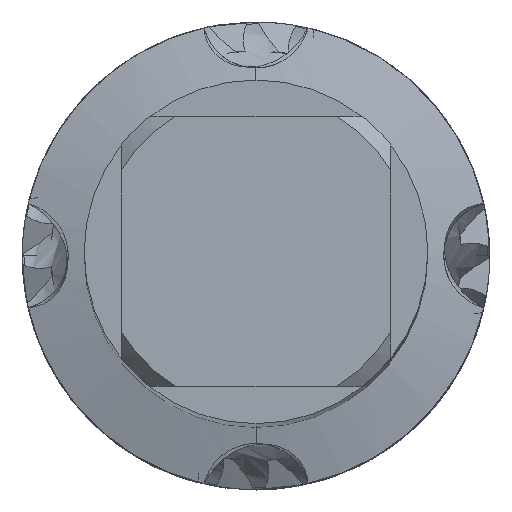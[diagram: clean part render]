
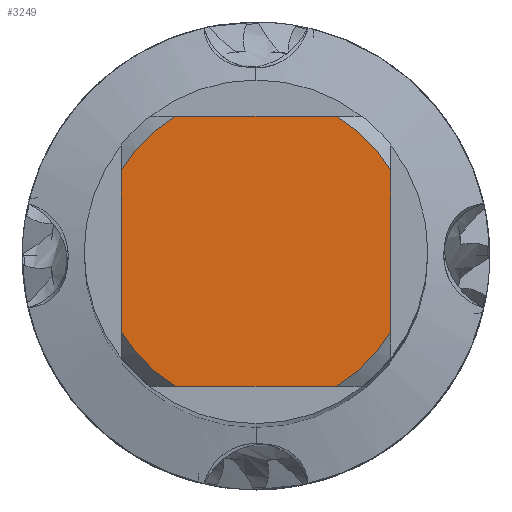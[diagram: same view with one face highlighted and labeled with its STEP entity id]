
A CAD part, top view. The second image highlights one B-rep face of the part: STEP entity #3249.
In plain terms, the highlighted planar face has unit normal (0, 0, 1).
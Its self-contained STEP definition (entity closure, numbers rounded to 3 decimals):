
#1867=VERTEX_POINT('',#5434);
#2037=EDGE_CURVE('',#2327,#4207,#5625,.T.);
#2327=VERTEX_POINT('',#5935);
#2335=EDGE_CURVE('',#2327,#4863,#5944,.T.);
#2537=VERTEX_POINT('',#6162);
#2615=EDGE_CURVE('',#3091,#2537,#6244,.T.);
#2923=VERTEX_POINT('',#6589);
#3091=VERTEX_POINT('',#6770);
#3093=EDGE_CURVE('',#1867,#2923,#6772,.T.);
#3249=ADVANCED_FACE('',(#6941),#6942,.T.);
#3723=VERTEX_POINT('',#7449);
#3837=EDGE_CURVE('',#3723,#2537,#7570,.T.);
#4207=VERTEX_POINT('',#7973);
#4623=EDGE_CURVE('',#1867,#4863,#8426,.T.);
#4863=VERTEX_POINT('',#8689);
#4923=EDGE_CURVE('',#3723,#4207,#8754,.T.);
#4943=EDGE_CURVE('',#3091,#2923,#8777,.T.);
#5434=CARTESIAN_POINT('',(-5.5,3.273,0.0));
#5625=CIRCLE('',#10593,6.4);
#5935=CARTESIAN_POINT('',(3.273,5.5,0.0));
#5944=LINE('',#11967,#11968);
#6162=CARTESIAN_POINT('',(3.273,-5.5,0.0));
#6244=LINE('',#12998,#12999);
#6589=CARTESIAN_POINT('',(-5.5,-3.273,0.0));
#6770=CARTESIAN_POINT('',(-3.273,-5.5,0.0));
#6772=LINE('',#14429,#14430);
#6941=FACE_OUTER_BOUND('',#15133,.T.);
#6942=PLANE('',#15134);
#7449=CARTESIAN_POINT('',(5.5,-3.273,0.0));
#7570=CIRCLE('',#17626,6.4);
#7973=CARTESIAN_POINT('',(5.5,3.273,0.0));
#8426=CIRCLE('',#21427,6.4);
#8689=CARTESIAN_POINT('',(-3.273,5.5,0.0));
#8754=LINE('',#22452,#22453);
#8777=CIRCLE('',#22485,6.4);
#10593=AXIS2_PLACEMENT_3D('',#24720,#24721,#24722);
#11967=CARTESIAN_POINT('',(0.0,5.5,0.0));
#11968=VECTOR('',#24972,1.0);
#12998=CARTESIAN_POINT('',(0.0,-5.5,0.0));
#12999=VECTOR('',#25218,1.0);
#14429=CARTESIAN_POINT('',(-5.5,1.6,0.0));
#14430=VECTOR('',#25820,1.0);
#15133=EDGE_LOOP('',(#25958,#25959,#25960,#25961,#25962,#25963,#25964,#25965));
#15134=AXIS2_PLACEMENT_3D('',#25966,#25967,#25968);
#17626=AXIS2_PLACEMENT_3D('',#26495,#26496,#26497);
#21427=AXIS2_PLACEMENT_3D('',#27638,#27639,#27640);
#22452=CARTESIAN_POINT('',(5.5,1.6,0.0));
#22453=VECTOR('',#27948,1.0);
#22485=AXIS2_PLACEMENT_3D('',#27980,#27981,#27982);
#24720=CARTESIAN_POINT('',(0.0,0.0,0.0));
#24721=DIRECTION('',(0.0,0.0,-1.0));
#24722=DIRECTION('',(0.0,1.0,0.0));
#24972=DIRECTION('',(-1.0,0.0,0.0));
#25218=DIRECTION('',(1.0,0.0,0.0));
#25820=DIRECTION('',(-0.0,-1.0,0.0));
#25958=ORIENTED_EDGE('',*,*,#3093,.T.);
#25959=ORIENTED_EDGE('',*,*,#4943,.F.);
#25960=ORIENTED_EDGE('',*,*,#2615,.T.);
#25961=ORIENTED_EDGE('',*,*,#3837,.F.);
#25962=ORIENTED_EDGE('',*,*,#4923,.T.);
#25963=ORIENTED_EDGE('',*,*,#2037,.F.);
#25964=ORIENTED_EDGE('',*,*,#2335,.T.);
#25965=ORIENTED_EDGE('',*,*,#4623,.F.);
#25966=CARTESIAN_POINT('',(0.0,3.2,0.0));
#25967=DIRECTION('',(-0.0,0.0,1.0));
#25968=DIRECTION('',(0.0,-1.0,0.0));
#26495=CARTESIAN_POINT('',(0.0,0.0,0.0));
#26496=DIRECTION('',(0.0,0.0,-1.0));
#26497=DIRECTION('',(0.0,1.0,0.0));
#27638=CARTESIAN_POINT('',(0.0,0.0,0.0));
#27639=DIRECTION('',(0.0,0.0,-1.0));
#27640=DIRECTION('',(0.0,1.0,0.0));
#27948=DIRECTION('',(-0.0,1.0,0.0));
#27980=CARTESIAN_POINT('',(0.0,0.0,0.0));
#27981=DIRECTION('',(0.0,0.0,-1.0));
#27982=DIRECTION('',(0.0,1.0,0.0));
